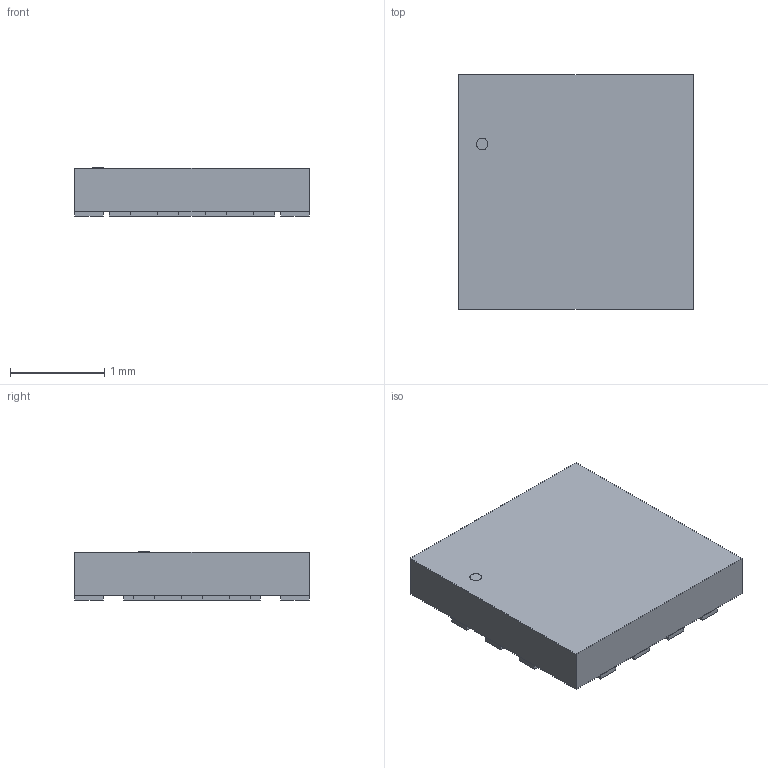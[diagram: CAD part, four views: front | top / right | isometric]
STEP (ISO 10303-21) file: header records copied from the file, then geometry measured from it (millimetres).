
FILE_DESCRIPTION (( 'STEP AP214' ), '1' );
FILE_NAME ('User Library-MLP14_2P5X2P5_ONS.STEP', '2021-04-05T04:40:30', ( '' ), ( '' ), 'SwSTEP 2.0', 'SolidWorks 2020', '' );
FILE_SCHEMA (( 'AUTOMOTIVE_DESIGN' ));
Length unit declared in the file: millimetre
Products named in the file (1): User Library-MLP14_2P5X2P5_ONS
Bounding box: 2.49 x 2.49 x 0.51 mm (x, y, z)
Surface area: 24.2 mm2 (no closed solid volume)
Topology: 0 solids, 17 shells, 98 faces, 198 edges, 132 vertices
Faces by surface type: plane 96, cylinder 2
Entity records: 2657 total; most frequent: CARTESIAN_POINT 429, DIRECTION 400, ORIENTED_EDGE 392, EDGE_CURVE 198, LINE 194, VECTOR 194, VERTEX_POINT 132, AXIS2_PLACEMENT_3D 103
